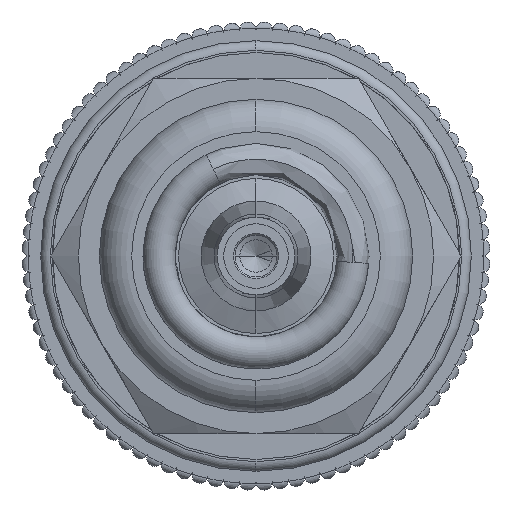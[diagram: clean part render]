
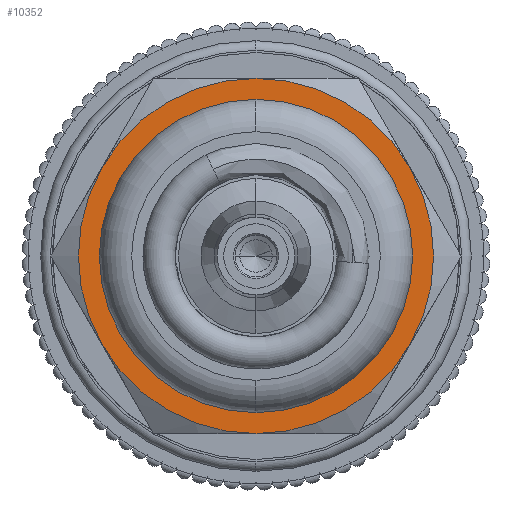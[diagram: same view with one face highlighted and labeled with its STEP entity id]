
A CAD part, left-side view. The second image highlights one B-rep face of the part: STEP entity #10352.
In plain terms, the highlighted planar face has unit normal (-1, 0, 0).
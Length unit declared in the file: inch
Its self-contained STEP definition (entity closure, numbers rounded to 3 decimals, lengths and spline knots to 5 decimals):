
#290 = DIRECTION ( 'NONE',  ( -1., 0., 0. ) ) ;
#871 = EDGE_CURVE ( 'NONE', #15259, #29932, #24022, .T. ) ;
#1319 = EDGE_CURVE ( 'NONE', #34296, #6662, #33164, .T. ) ;
#3347 = ORIENTED_EDGE ( 'NONE', *, *, #8273, .T. ) ;
#4598 = DIRECTION ( 'NONE',  ( 0., 0., 1. ) ) ;
#4637 = CARTESIAN_POINT ( 'NONE',  ( 0., 0.18753, -0.10827 ) ) ;
#4912 = CIRCLE ( 'NONE', #24389, 0.21654 ) ;
#4924 = DIRECTION ( 'NONE',  ( 0., 0., -1. ) ) ;
#4939 = DIRECTION ( 'NONE',  ( -1., 0., 0. ) ) ;
#5077 = DIRECTION ( 'NONE',  ( 0., 0., -1. ) ) ;
#6341 = ORIENTED_EDGE ( 'NONE', *, *, #1319, .T. ) ;
#6545 = AXIS2_PLACEMENT_3D ( 'NONE', #10305, #21404, #31622 ) ;
#6662 = VERTEX_POINT ( 'NONE', #22738 ) ;
#7130 = CARTESIAN_POINT ( 'NONE',  ( 0., 0., 0. ) ) ;
#7291 = DIRECTION ( 'NONE',  ( 0., 0., -1. ) ) ;
#7946 = AXIS2_PLACEMENT_3D ( 'NONE', #34832, #4939, #7291 ) ;
#8039 = AXIS2_PLACEMENT_3D ( 'NONE', #18693, #21033, #5077 ) ;
#8273 = EDGE_CURVE ( 'NONE', #24141, #34296, #30399, .T. ) ;
#9131 = ORIENTED_EDGE ( 'NONE', *, *, #25597, .T. ) ;
#10305 = CARTESIAN_POINT ( 'NONE',  ( 0., 0., 0. ) ) ;
#10352 = ADVANCED_FACE ( 'NONE', ( #16378, #27316 ), #13702, .F. ) ;
#12088 = CARTESIAN_POINT ( 'NONE',  ( 0., 0., 0.19094 ) ) ;
#12421 = CARTESIAN_POINT ( 'NONE',  ( 0., -0.18753, 0.10827 ) ) ;
#13499 = EDGE_LOOP ( 'NONE', ( #22111, #22979, #9131, #3347, #6341, #14059 ) ) ;
#13702 = PLANE ( 'NONE',  #30947 ) ;
#13954 = VERTEX_POINT ( 'NONE', #12088 ) ;
#13973 = CIRCLE ( 'NONE', #6545, 0.21654 ) ;
#14059 = ORIENTED_EDGE ( 'NONE', *, *, #27971, .T. ) ;
#15259 = VERTEX_POINT ( 'NONE', #19067 ) ;
#15734 = DIRECTION ( 'NONE',  ( -1., 0., 0. ) ) ;
#15897 = DIRECTION ( 'NONE',  ( 0., 0., 1. ) ) ;
#16378 = FACE_BOUND ( 'NONE', #16756, .T. ) ;
#16756 = EDGE_LOOP ( 'NONE', ( #17946, #29018 ) ) ;
#16940 = CARTESIAN_POINT ( 'NONE',  ( 0., 0., 0. ) ) ;
#17042 = CIRCLE ( 'NONE', #34195, 0.21654 ) ;
#17171 = EDGE_CURVE ( 'NONE', #13954, #31120, #21770, .T. ) ;
#17521 = DIRECTION ( 'NONE',  ( 0., 0., 1. ) ) ;
#17714 = AXIS2_PLACEMENT_3D ( 'NONE', #7130, #34497, #17521 ) ;
#17946 = ORIENTED_EDGE ( 'NONE', *, *, #17171, .F. ) ;
#18536 = CARTESIAN_POINT ( 'NONE',  ( 0., 0., 0. ) ) ;
#18616 = VERTEX_POINT ( 'NONE', #4637 ) ;
#18693 = CARTESIAN_POINT ( 'NONE',  ( 0., 0., 0. ) ) ;
#19067 = CARTESIAN_POINT ( 'NONE',  ( 0., 0., -0.21654 ) ) ;
#19945 = CIRCLE ( 'NONE', #7946, 0.19094 ) ;
#21033 = DIRECTION ( 'NONE',  ( -1., 0., 0. ) ) ;
#21404 = DIRECTION ( 'NONE',  ( -1., 0., 0. ) ) ;
#21770 = CIRCLE ( 'NONE', #8039, 0.19094 ) ;
#22111 = ORIENTED_EDGE ( 'NONE', *, *, #31990, .T. ) ;
#22738 = CARTESIAN_POINT ( 'NONE',  ( 0., 0.18753, 0.10827 ) ) ;
#22979 = ORIENTED_EDGE ( 'NONE', *, *, #871, .T. ) ;
#24022 = CIRCLE ( 'NONE', #17714, 0.21654 ) ;
#24141 = VERTEX_POINT ( 'NONE', #12421 ) ;
#24273 = CARTESIAN_POINT ( 'NONE',  ( 0., -0.18753, -0.10827 ) ) ;
#24389 = AXIS2_PLACEMENT_3D ( 'NONE', #34505, #26290, #4598 ) ;
#25597 = EDGE_CURVE ( 'NONE', #29932, #24141, #13973, .T. ) ;
#25695 = CARTESIAN_POINT ( 'NONE',  ( 0., 0., 0. ) ) ;
#26290 = DIRECTION ( 'NONE',  ( -1., 0., 0. ) ) ;
#26387 = DIRECTION ( 'NONE',  ( 0., 0., 1. ) ) ;
#27316 = FACE_OUTER_BOUND ( 'NONE', #13499, .T. ) ;
#27879 = DIRECTION ( 'NONE',  ( 0., 0., 1. ) ) ;
#27971 = EDGE_CURVE ( 'NONE', #6662, #18616, #4912, .T. ) ;
#29018 = ORIENTED_EDGE ( 'NONE', *, *, #34636, .F. ) ;
#29466 = DIRECTION ( 'NONE',  ( 1., 0., 0. ) ) ;
#29932 = VERTEX_POINT ( 'NONE', #24273 ) ;
#30399 = CIRCLE ( 'NONE', #34951, 0.21654 ) ;
#30947 = AXIS2_PLACEMENT_3D ( 'NONE', #18536, #29466, #4924 ) ;
#31120 = VERTEX_POINT ( 'NONE', #31355 ) ;
#31355 = CARTESIAN_POINT ( 'NONE',  ( 0., 0., -0.19094 ) ) ;
#31622 = DIRECTION ( 'NONE',  ( 0., 0., 1. ) ) ;
#31990 = EDGE_CURVE ( 'NONE', #18616, #15259, #17042, .T. ) ;
#32709 = CARTESIAN_POINT ( 'NONE',  ( 0., 0., 0.21654 ) ) ;
#33164 = CIRCLE ( 'NONE', #34313, 0.21654 ) ;
#34195 = AXIS2_PLACEMENT_3D ( 'NONE', #25695, #34610, #26387 ) ;
#34296 = VERTEX_POINT ( 'NONE', #32709 ) ;
#34313 = AXIS2_PLACEMENT_3D ( 'NONE', #16940, #290, #27879 ) ;
#34497 = DIRECTION ( 'NONE',  ( -1., 0., 0. ) ) ;
#34505 = CARTESIAN_POINT ( 'NONE',  ( 0., 0., 0. ) ) ;
#34610 = DIRECTION ( 'NONE',  ( -1., 0., 0. ) ) ;
#34636 = EDGE_CURVE ( 'NONE', #31120, #13954, #19945, .T. ) ;
#34832 = CARTESIAN_POINT ( 'NONE',  ( 0., 0., 0. ) ) ;
#34951 = AXIS2_PLACEMENT_3D ( 'NONE', #35048, #15734, #15897 ) ;
#35048 = CARTESIAN_POINT ( 'NONE',  ( 0., 0., 0. ) ) ;
